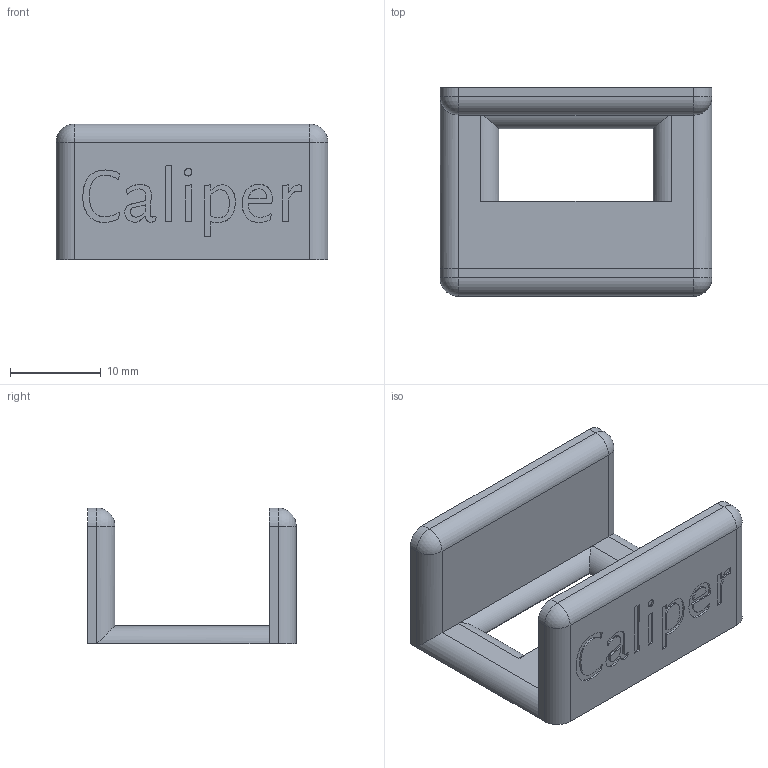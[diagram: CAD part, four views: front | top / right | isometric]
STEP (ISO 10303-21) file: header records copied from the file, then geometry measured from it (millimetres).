
FILE_DESCRIPTION(('HOOPS Exchange Step'),'2;1');
FILE_NAME('022.stp','2024-09-08T03:34:51-17:00',('nguye'),('Unknown organisation'),'HOOPS Exchange 2023.2','HOOPS Exchange','Unknown authorisation');
FILE_SCHEMA( ('AP203_CONFIGURATION_CONTROLLED_3D_DESIGN_OF_MECHANICAL_PARTS_AND_ASSEMBLIES_MIM_LF') );
Length unit declared in the file: millimetre
Products named in the file (1): Solid 13
Bounding box: 30 x 23 x 15 mm (x, y, z)
Volume: 3277.1 mm3; surface area: 2994.7 mm2
Topology: 1 solids, 1 shells, 176 faces, 478 edges, 310 vertices
Faces by surface type: extrusion 82, plane 75, cylinder 15, sphere 4
Entity records: 6078 total; most frequent: CARTESIAN_POINT 1954, ORIENTED_EDGE 948, DIRECTION 604, EDGE_CURVE 474, VECTOR 362, VERTEX_POINT 310, LINE 280, B_SPLINE_CURVE_WITH_KNOTS 250
